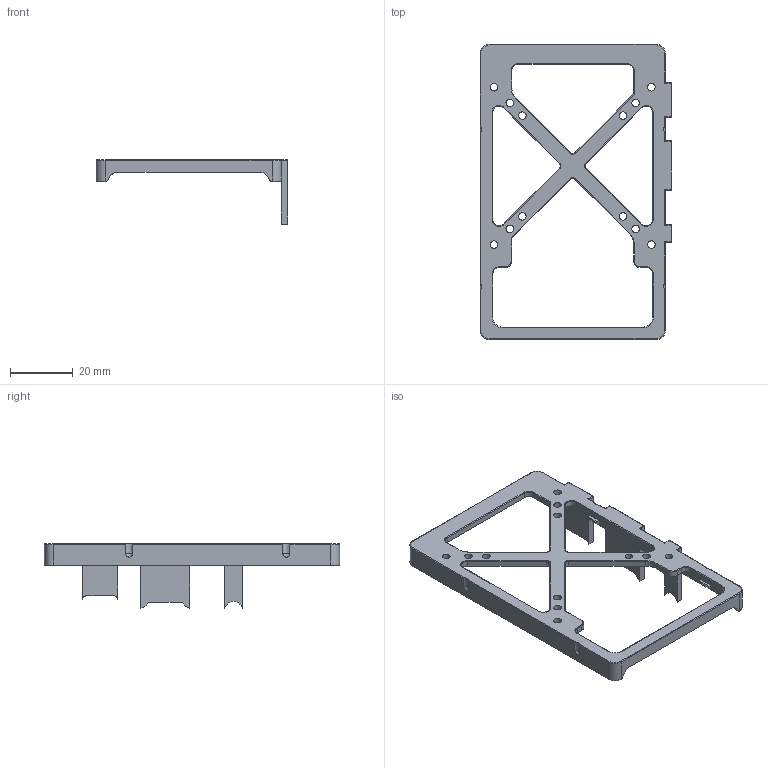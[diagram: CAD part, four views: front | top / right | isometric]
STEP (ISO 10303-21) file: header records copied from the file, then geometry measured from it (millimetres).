
FILE_DESCRIPTION(/* description */ (''),/* implementation_level */ '2;1');
FILE_NAME(/* name */ 'Deckel.step',/* time_stamp */ '2022-03-31T16:00:04+02:00',/* author */ (''),/* organization */ (''),/* preprocessor_version */ 'ST-DEVELOPER v18.1',/* originating_system */ 'Autodesk Translation Framework v10.13.0.1454',/* authorisation */ '');
FILE_SCHEMA (('AUTOMOTIVE_DESIGN { 1 0 10303 214 3 1 1 }'));
Length unit declared in the file: millimetre
Products named in the file (1): Deckel
Bounding box: 60.9 x 93.8 x 20.5 mm (x, y, z)
Volume: 6610.9 mm3; surface area: 9368.6 mm2
Topology: 1 solids, 1 shells, 214 faces, 554 edges, 342 vertices
Faces by surface type: cylinder 105, plane 71, torus 26, sphere 8, bspline 4
Full cylindrical faces by diameter (mm): 2 x4, 2.4 x12
Entity records: 7310 total; most frequent: CARTESIAN_POINT 1897, DIRECTION 1172, ORIENTED_EDGE 1100, EDGE_CURVE 550, AXIS2_PLACEMENT_3D 432, VERTEX_POINT 342, LINE 308, VECTOR 308
